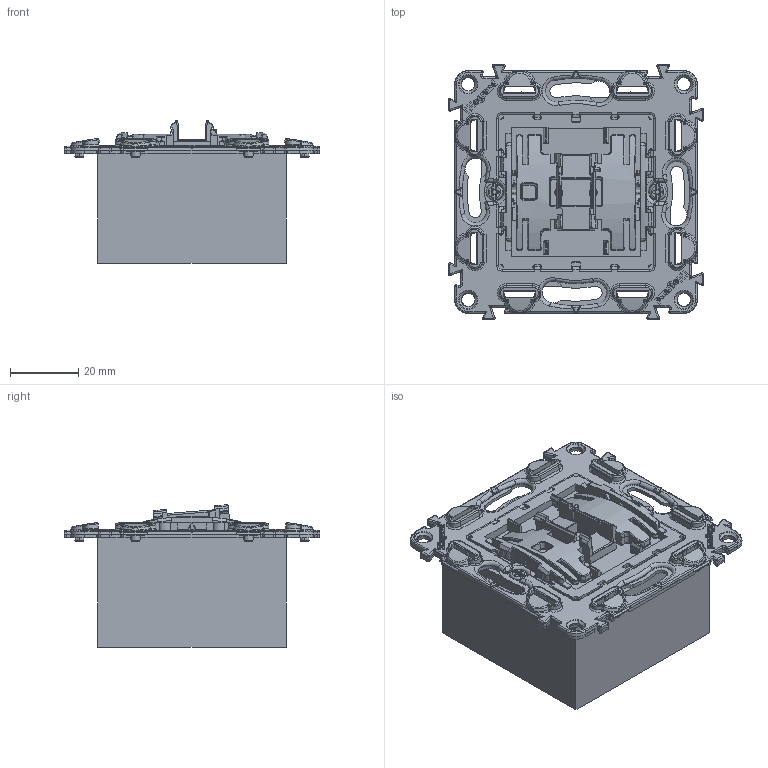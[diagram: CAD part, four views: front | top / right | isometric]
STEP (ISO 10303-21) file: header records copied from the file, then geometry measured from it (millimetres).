
FILE_DESCRIPTION(('CATIA V5 STEP Exchange','CAx-IF Rec.Pracs.--- Model Styling and Organization---1.4--- 2014-01-23'),'2;1');
FILE_NAME('752002_AllCATPart.stp','2020-02-13T09:21:51+00:00',('none'),('none'),'CATIA Version 5-6 Release 2017 SP3','CATIA V5 STEP AP214','none');
FILE_SCHEMA(('AUTOMOTIVE_DESIGN { 1 0 10303 214 1 1 1 1 }'));
Products named in the file (1): 752002_AllCATPart
Bounding box: 74.7 x 74.7 x 41.61 mm (x, y, z)
Volume: 106069.8 mm3; surface area: 25733 mm2
Topology: 1 solids, 9 shells, 7475 faces, 21480 edges, 13974 vertices
Faces by surface type: plane 5729, cylinder 758, bspline 529, cone 211, torus 156, sphere 53, extrusion 39
Entity records: 300689 total; most frequent: CARTESIAN_POINT 118496, ORIENTED_EDGE 42780, DIRECTION 27362, EDGE_CURVE 21390, VERTEX_POINT 13972, VECTOR 13810, LINE 13771, EDGE_LOOP 7664
